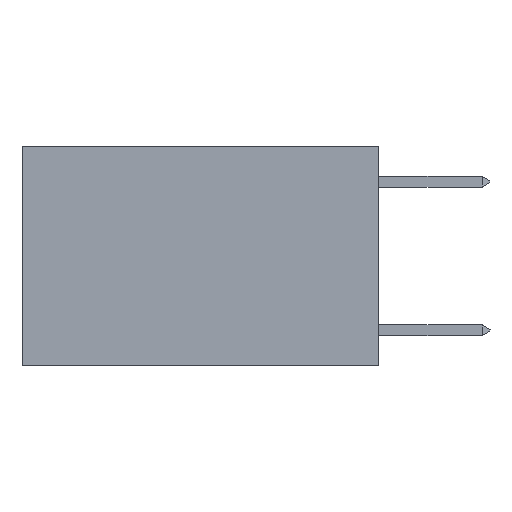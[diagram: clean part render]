
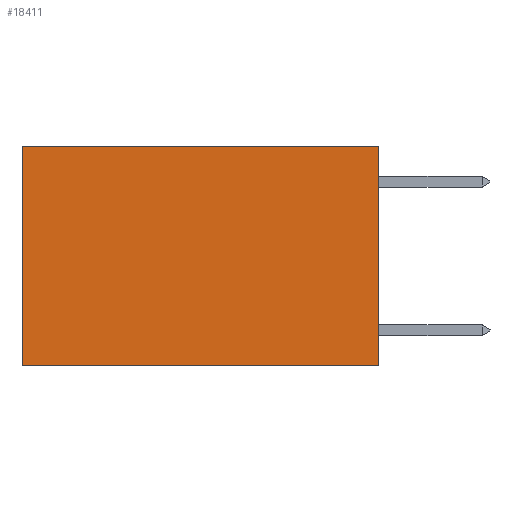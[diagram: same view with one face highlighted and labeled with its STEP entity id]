
A CAD part, left-side view. The second image highlights one B-rep face of the part: STEP entity #18411.
In plain terms, the highlighted planar face has unit normal (-1, 0, 0).
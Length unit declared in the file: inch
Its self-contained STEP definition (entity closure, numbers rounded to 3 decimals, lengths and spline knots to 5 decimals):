
#303 = LINE ( 'NONE', #16112, #17283 ) ;
#1534 = CARTESIAN_POINT ( 'NONE',  ( 0.2625, 0.6, 0. ) ) ;
#2023 = DIRECTION ( 'NONE',  ( 0., 1., 0. ) ) ;
#2172 = CARTESIAN_POINT ( 'NONE',  ( 0.2625, 0., 0. ) ) ;
#3145 = DIRECTION ( 'NONE',  ( 0., 0., -1. ) ) ;
#3239 = CARTESIAN_POINT ( 'NONE',  ( 0.2625, 0., 0. ) ) ;
#3692 = EDGE_CURVE ( 'NONE', #8559, #5854, #303, .T. ) ;
#3714 = EDGE_CURVE ( 'NONE', #12544, #16502, #8363, .T. ) ;
#5279 = FACE_OUTER_BOUND ( 'NONE', #6390, .T. ) ;
#5854 = VERTEX_POINT ( 'NONE', #16696 ) ;
#6390 = EDGE_LOOP ( 'NONE', ( #8288, #18600, #14226, #16423 ) ) ;
#8101 = LINE ( 'NONE', #3239, #13810 ) ;
#8200 = LINE ( 'NONE', #12353, #12984 ) ;
#8288 = ORIENTED_EDGE ( 'NONE', *, *, #3714, .T. ) ;
#8363 = LINE ( 'NONE', #1534, #11542 ) ;
#8559 = VERTEX_POINT ( 'NONE', #11982 ) ;
#9313 = CARTESIAN_POINT ( 'NONE',  ( 0.2625, 0.6, 0. ) ) ;
#9515 = PLANE ( 'NONE',  #15170 ) ;
#11266 = EDGE_CURVE ( 'NONE', #8559, #12544, #8101, .T. ) ;
#11542 = VECTOR ( 'NONE', #3145, 39.37008 ) ;
#11982 = CARTESIAN_POINT ( 'NONE',  ( 0.2625, 0., 0. ) ) ;
#12353 = CARTESIAN_POINT ( 'NONE',  ( 0.2625, 0., -0.37 ) ) ;
#12509 = DIRECTION ( 'NONE',  ( 1., 0., 0. ) ) ;
#12544 = VERTEX_POINT ( 'NONE', #9313 ) ;
#12984 = VECTOR ( 'NONE', #2023, 39.37008 ) ;
#13462 = DIRECTION ( 'NONE',  ( 0., 1., 0. ) ) ;
#13810 = VECTOR ( 'NONE', #13462, 39.37008 ) ;
#14000 = DIRECTION ( 'NONE',  ( 0., 0., -1. ) ) ;
#14226 = ORIENTED_EDGE ( 'NONE', *, *, #3692, .F. ) ;
#14519 = EDGE_CURVE ( 'NONE', #5854, #16502, #8200, .T. ) ;
#15170 = AXIS2_PLACEMENT_3D ( 'NONE', #2172, #12509, #14000 ) ;
#16112 = CARTESIAN_POINT ( 'NONE',  ( 0.2625, 0., 0. ) ) ;
#16423 = ORIENTED_EDGE ( 'NONE', *, *, #11266, .T. ) ;
#16502 = VERTEX_POINT ( 'NONE', #16558 ) ;
#16558 = CARTESIAN_POINT ( 'NONE',  ( 0.2625, 0.6, -0.37 ) ) ;
#16696 = CARTESIAN_POINT ( 'NONE',  ( 0.2625, 0., -0.37 ) ) ;
#17283 = VECTOR ( 'NONE', #17603, 39.37008 ) ;
#17603 = DIRECTION ( 'NONE',  ( 0., 0., -1. ) ) ;
#18411 = ADVANCED_FACE ( 'NONE', ( #5279 ), #9515, .F. ) ;
#18600 = ORIENTED_EDGE ( 'NONE', *, *, #14519, .F. ) ;
